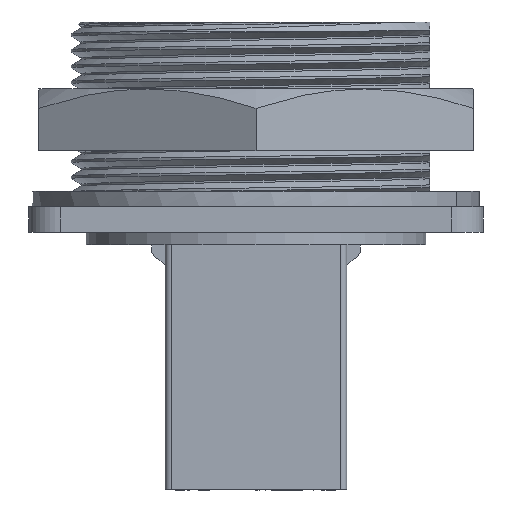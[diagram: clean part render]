
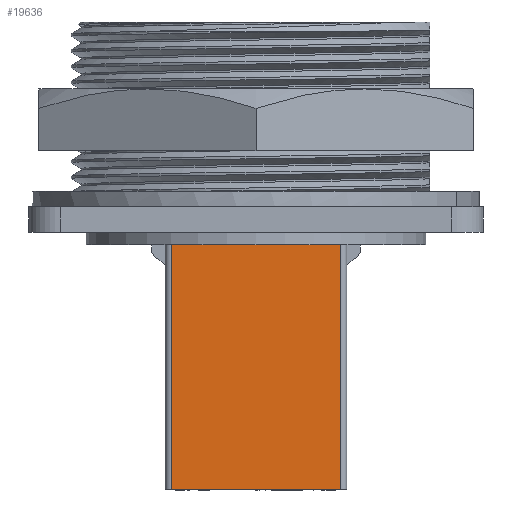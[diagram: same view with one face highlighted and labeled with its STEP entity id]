
A CAD part, front view. The second image highlights one B-rep face of the part: STEP entity #19636.
In plain terms, the highlighted planar face has unit normal (0, -1, 0).
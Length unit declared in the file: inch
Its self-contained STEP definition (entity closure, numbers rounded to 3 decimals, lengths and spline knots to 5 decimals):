
#2914 = LINE ( 'NONE', #2915, #20292 ) ;
#2915 = CARTESIAN_POINT ( 'NONE',  ( 0.2675, -0.349, -0.81593 ) ) ;
#2916 = DIRECTION ( 'NONE',  ( 0., 0., 1. ) ) ;
#2935 = LINE ( 'NONE', #2936, #20298 ) ;
#2936 = CARTESIAN_POINT ( 'NONE',  ( -0.2675, -0.349, -0.81593 ) ) ;
#2937 = DIRECTION ( 'NONE',  ( 0., 0., -1. ) ) ;
#2938 = LINE ( 'NONE', #2939, #20299 ) ;
#2939 = CARTESIAN_POINT ( 'NONE',  ( 0., -0.349, -0.04 ) ) ;
#2940 = DIRECTION ( 'NONE',  ( 1., 0., 0. ) ) ;
#2941 = LINE ( 'NONE', #2942, #20300 ) ;
#2942 = CARTESIAN_POINT ( 'NONE',  ( -0.2875, -0.349, -0.81593 ) ) ;
#2943 = DIRECTION ( 'NONE',  ( 1., 0., 0. ) ) ;
#3952 = PLANE ( 'NONE',  #20380 ) ;
#3953 = CARTESIAN_POINT ( 'NONE',  ( -0.2875, -0.349, -0.81593 ) ) ;
#3954 = DIRECTION ( 'NONE',  ( 0., -1., 0. ) ) ;
#3955 = DIRECTION ( 'NONE',  ( -1., 0., 0. ) ) ;
#12475 = VERTEX_POINT ( 'NONE', #23885 ) ;
#12512 = VERTEX_POINT ( 'NONE', #23918 ) ;
#12615 = VERTEX_POINT ( 'NONE', #24009 ) ;
#12738 = VERTEX_POINT ( 'NONE', #24114 ) ;
#12872 = EDGE_LOOP ( 'NONE', ( #21122, #21124, #21123, #21126 ) ) ;
#19433 = EDGE_CURVE ( 'NONE', #12615, #12738, #2914, .T. ) ;
#19440 = EDGE_CURVE ( 'NONE', #12475, #12512, #2935, .T. ) ;
#19441 = EDGE_CURVE ( 'NONE', #12475, #12738, #2938, .T. ) ;
#19442 = EDGE_CURVE ( 'NONE', #12512, #12615, #2941, .T. ) ;
#19636 = ADVANCED_FACE ( 'NONE', ( #20383 ), #3952, .T. ) ;
#20292 = VECTOR ( 'NONE', #2916, 39.37008 ) ;
#20298 = VECTOR ( 'NONE', #2937, 39.37008 ) ;
#20299 = VECTOR ( 'NONE', #2940, 39.37008 ) ;
#20300 = VECTOR ( 'NONE', #2943, 39.37008 ) ;
#20380 = AXIS2_PLACEMENT_3D ( 'NONE', #3953, #3954, #3955 ) ;
#20383 = FACE_OUTER_BOUND ( 'NONE', #12872, .T. ) ;
#21122 = ORIENTED_EDGE ( 'NONE', *, *, #19441, .F. ) ;
#21123 = ORIENTED_EDGE ( 'NONE', *, *, #19442, .T. ) ;
#21124 = ORIENTED_EDGE ( 'NONE', *, *, #19440, .T. ) ;
#21126 = ORIENTED_EDGE ( 'NONE', *, *, #19433, .T. ) ;
#23885 = CARTESIAN_POINT ( 'NONE',  ( -0.2675, -0.349, -0.04 ) ) ;
#23918 = CARTESIAN_POINT ( 'NONE',  ( -0.2675, -0.349, -0.81593 ) ) ;
#24009 = CARTESIAN_POINT ( 'NONE',  ( 0.2675, -0.349, -0.81593 ) ) ;
#24114 = CARTESIAN_POINT ( 'NONE',  ( 0.2675, -0.349, -0.04 ) ) ;
